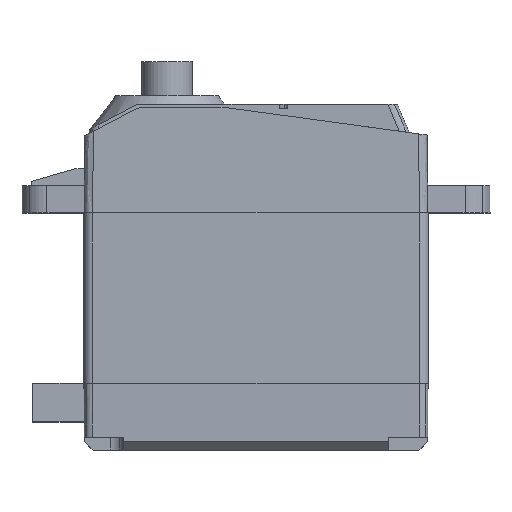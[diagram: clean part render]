
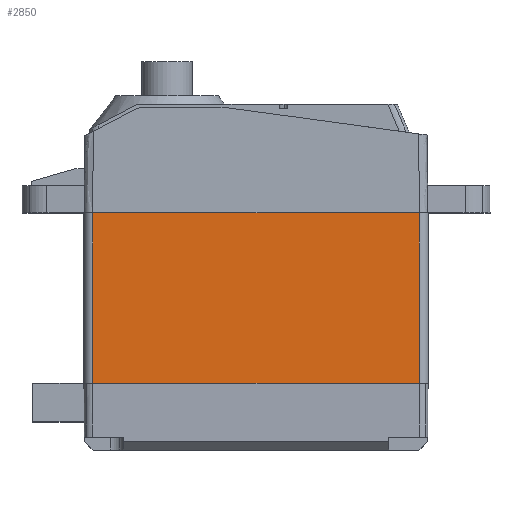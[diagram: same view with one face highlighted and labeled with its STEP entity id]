
A CAD part, top view. The second image highlights one B-rep face of the part: STEP entity #2850.
In plain terms, the highlighted planar face has unit normal (0, 0, 1).
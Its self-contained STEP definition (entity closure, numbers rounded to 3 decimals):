
#64 = VECTOR ( 'NONE', #4442, 1000. ) ;
#194 = FACE_OUTER_BOUND ( 'NONE', #813, .T. ) ;
#208 = ORIENTED_EDGE ( 'NONE', *, *, #4784, .F. ) ;
#278 = DIRECTION ( 'NONE',  ( 1., 0., 0. ) ) ;
#302 = LINE ( 'NONE', #1799, #64 ) ;
#462 = DIRECTION ( 'NONE',  ( 0., 1., 0. ) ) ;
#538 = EDGE_CURVE ( 'NONE', #3205, #832, #302, .T. ) ;
#643 = DIRECTION ( 'NONE',  ( 0., 0., 1. ) ) ;
#723 = CARTESIAN_POINT ( 'NONE',  ( 0.93, 7.8, 0.1 ) ) ;
#813 = EDGE_LOOP ( 'NONE', ( #2981, #2600, #1217, #208 ) ) ;
#832 = VERTEX_POINT ( 'NONE', #2709 ) ;
#1172 = VECTOR ( 'NONE', #278, 1000. ) ;
#1217 = ORIENTED_EDGE ( 'NONE', *, *, #538, .F. ) ;
#1373 = PLANE ( 'NONE',  #2626 ) ;
#1541 = LINE ( 'NONE', #4555, #1719 ) ;
#1603 = EDGE_CURVE ( 'NONE', #2962, #3242, #2149, .T. ) ;
#1663 = VECTOR ( 'NONE', #3534, 1000. ) ;
#1690 = CARTESIAN_POINT ( 'NONE',  ( 0.93, 7.8, 0.1 ) ) ;
#1719 = VECTOR ( 'NONE', #462, 1000. ) ;
#1799 = CARTESIAN_POINT ( 'NONE',  ( 0.93, 27.7, 0.1 ) ) ;
#2149 = LINE ( 'NONE', #723, #1172 ) ;
#2371 = CARTESIAN_POINT ( 'NONE',  ( 39.13, 7.8, 0.1 ) ) ;
#2422 = CARTESIAN_POINT ( 'NONE',  ( 0.93, 7.8, 0.1 ) ) ;
#2600 = ORIENTED_EDGE ( 'NONE', *, *, #4283, .T. ) ;
#2626 = AXIS2_PLACEMENT_3D ( 'NONE', #1690, #643, #4388 ) ;
#2709 = CARTESIAN_POINT ( 'NONE',  ( 39.13, 27.7, 0.1 ) ) ;
#2850 = ADVANCED_FACE ( 'NONE', ( #194 ), #1373, .T. ) ;
#2962 = VERTEX_POINT ( 'NONE', #4480 ) ;
#2981 = ORIENTED_EDGE ( 'NONE', *, *, #1603, .T. ) ;
#3205 = VERTEX_POINT ( 'NONE', #4582 ) ;
#3242 = VERTEX_POINT ( 'NONE', #2371 ) ;
#3534 = DIRECTION ( 'NONE',  ( 0., 1., 0. ) ) ;
#3916 = LINE ( 'NONE', #2422, #1663 ) ;
#4283 = EDGE_CURVE ( 'NONE', #3242, #832, #1541, .T. ) ;
#4388 = DIRECTION ( 'NONE',  ( 1., 0., 0. ) ) ;
#4442 = DIRECTION ( 'NONE',  ( 1., 0., 0. ) ) ;
#4480 = CARTESIAN_POINT ( 'NONE',  ( 0.93, 7.8, 0.1 ) ) ;
#4555 = CARTESIAN_POINT ( 'NONE',  ( 39.13, 7.8, 0.1 ) ) ;
#4582 = CARTESIAN_POINT ( 'NONE',  ( 0.93, 27.7, 0.1 ) ) ;
#4784 = EDGE_CURVE ( 'NONE', #2962, #3205, #3916, .T. ) ;
